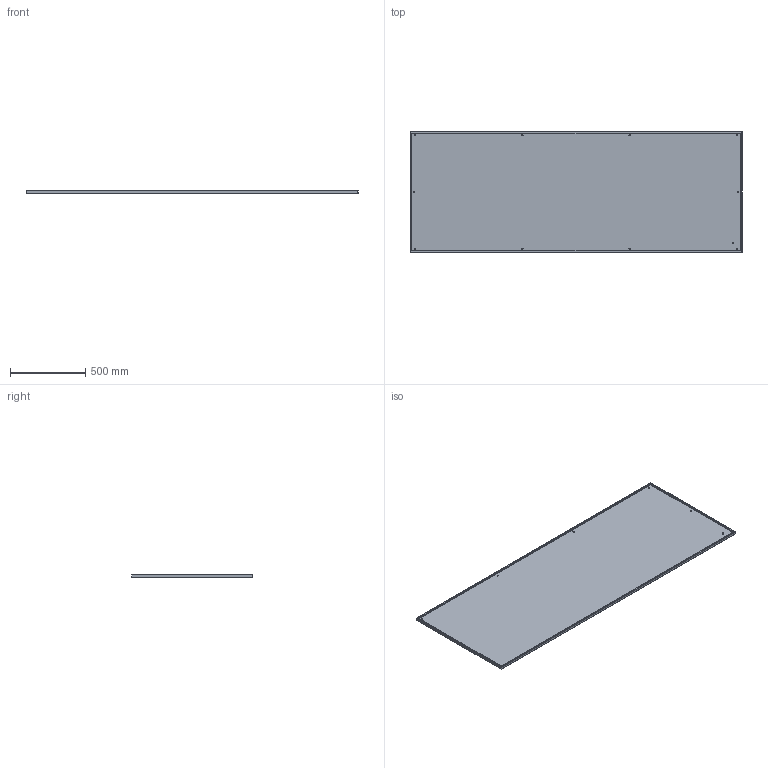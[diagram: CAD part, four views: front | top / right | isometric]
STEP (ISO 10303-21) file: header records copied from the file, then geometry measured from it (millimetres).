
FILE_DESCRIPTION (( 'STEP AP214' ), '1' );
FILE_NAME ('Áîêîâûå ñòåíêè FORT IP31 äëÿ êîðïóñà âûñîòîé 2200 è ãëóáèíîé 800 (2øò.) EKF PROxima.STEP', '2020-11-17T10:23:31', ( '' ), ( '' ), 'SwSTEP 2.0', 'SolidWorks 2019', '' );
FILE_SCHEMA (( 'AUTOMOTIVE_DESIGN' ));
Length unit declared in the file: millimetre
Products named in the file (3): ÌÈ-1249.04.01.001 Ñòåíêà áîêîâàÿ 800õ2200; Øïèëüêà Ì6õ12; Áîêîâûå ñòåíêè FORT IP31 äëÿ êîðïóñà âûñîòîé 2200 è ãëóáèíîé 800 (2øò.) EKF PROxima
Assembly tree (2 placements, depth 2):
  Áîêîâûå ñòåíêè FORT IP31 äëÿ êîðïóñà âûñîòîé 2200 è ãëóáèíîé 800 (2øò.) EKF PROxima
    ÌÈ-1249.04.01.001 Ñòåíêà áîêîâàÿ 800õ2200
    Øïèëüêà Ì6õ12
Bounding box: 2199 x 799 x 17.5 mm (x, y, z)
Volume: 1907373.1 mm3; surface area: 3820779.7 mm2
Topology: 2 solids, 2 shells, 102 faces, 222 edges, 126 vertices
Faces by surface type: cylinder 42, plane 42, bspline 16, cone 2
Entity records: 4265 total; most frequent: CARTESIAN_POINT 2046, ORIENTED_EDGE 444, DIRECTION 398, EDGE_CURVE 222, AXIS2_PLACEMENT_3D 145, VERTEX_POINT 126, EDGE_LOOP 124, LINE 108
